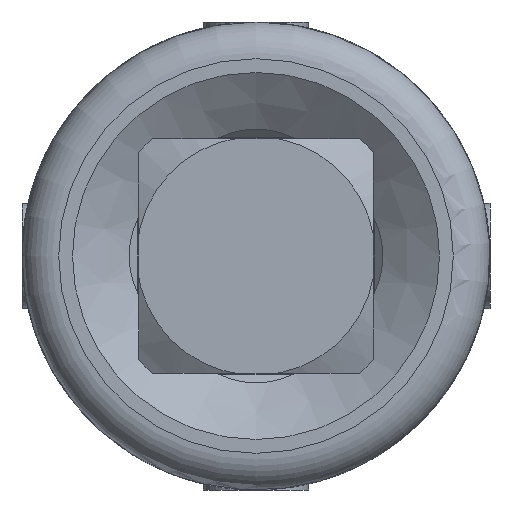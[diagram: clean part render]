
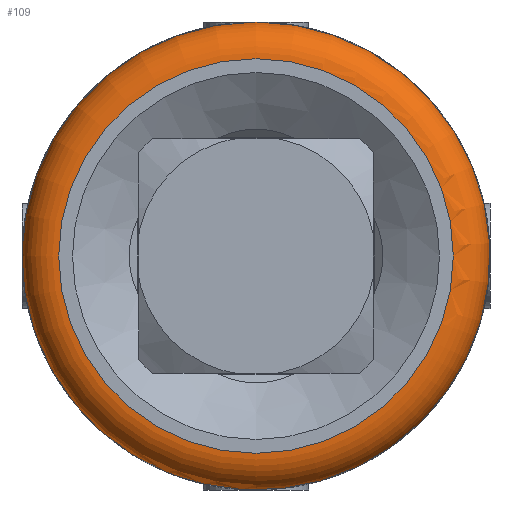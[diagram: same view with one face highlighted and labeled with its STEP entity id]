
A CAD part, front view. The second image highlights one B-rep face of the part: STEP entity #109.
In plain terms, the highlighted toroidal (fillet/blend) face has major radius 5.461 mm and minor radius 1.016 mm.
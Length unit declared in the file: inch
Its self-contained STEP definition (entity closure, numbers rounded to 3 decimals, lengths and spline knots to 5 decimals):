
#109 = ADVANCED_FACE ( 'NONE', ( #3021, #3027 ), #3019, .T. ) ;
#1270 = EDGE_CURVE ( 'NONE', #7235, #7235, #5902, .T. ) ;
#1328 = EDGE_CURVE ( 'NONE', #7238, #7238, #5913, .T. ) ;
#1537 = EDGE_LOOP ( 'NONE', ( #1718 ) ) ;
#1538 = EDGE_LOOP ( 'NONE', ( #1719 ) ) ;
#1718 = ORIENTED_EDGE ( 'NONE', *, *, #1270, .F. ) ;
#1719 = ORIENTED_EDGE ( 'NONE', *, *, #1328, .F. ) ;
#2746 = DIRECTION ( 'NONE',  ( 0., 1., 0. ) ) ;
#2748 = CARTESIAN_POINT ( 'NONE',  ( 0., 0.04, 0. ) ) ;
#2749 = DIRECTION ( 'NONE',  ( 0., 0., 1. ) ) ;
#2899 = AXIS2_PLACEMENT_3D ( 'NONE', #2748, #2746, #2749 ) ;
#3019 = TOROIDAL_SURFACE ( 'NONE', #2899, 0.215, 0.04 ) ;
#3021 = FACE_OUTER_BOUND ( 'NONE', #1537, .T. ) ;
#3027 = FACE_OUTER_BOUND ( 'NONE', #1538, .T. ) ;
#5902 = CIRCLE ( 'NONE', #7105, 0.215 ) ;
#5913 = CIRCLE ( 'NONE', #7110, 0.255 ) ;
#6293 = CARTESIAN_POINT ( 'NONE',  ( 0., 0., 0. ) ) ;
#6294 = DIRECTION ( 'NONE',  ( 0., -1., 0. ) ) ;
#6295 = DIRECTION ( 'NONE',  ( 0., 0., 1. ) ) ;
#6815 = CARTESIAN_POINT ( 'NONE',  ( 0., 0.04, 0. ) ) ;
#6816 = DIRECTION ( 'NONE',  ( 0., 1., 0. ) ) ;
#6817 = DIRECTION ( 'NONE',  ( 0., 0., 1. ) ) ;
#7046 = CARTESIAN_POINT ( 'NONE',  ( 0., 0., 0.215 ) ) ;
#7049 = CARTESIAN_POINT ( 'NONE',  ( 0., 0.04, 0.255 ) ) ;
#7105 = AXIS2_PLACEMENT_3D ( 'NONE', #6293, #6294, #6295 ) ;
#7110 = AXIS2_PLACEMENT_3D ( 'NONE', #6815, #6816, #6817 ) ;
#7235 = VERTEX_POINT ( 'NONE', #7046 ) ;
#7238 = VERTEX_POINT ( 'NONE', #7049 ) ;
